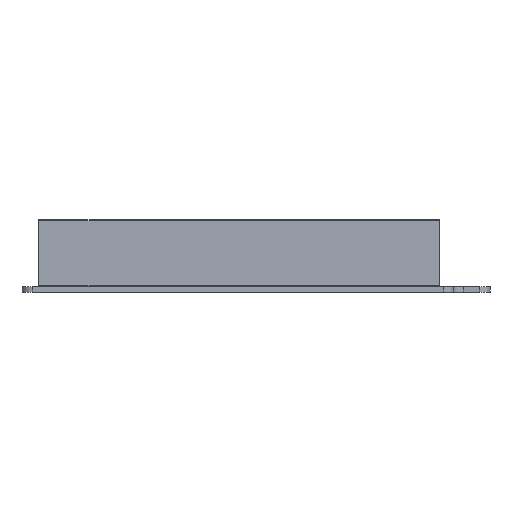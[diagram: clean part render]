
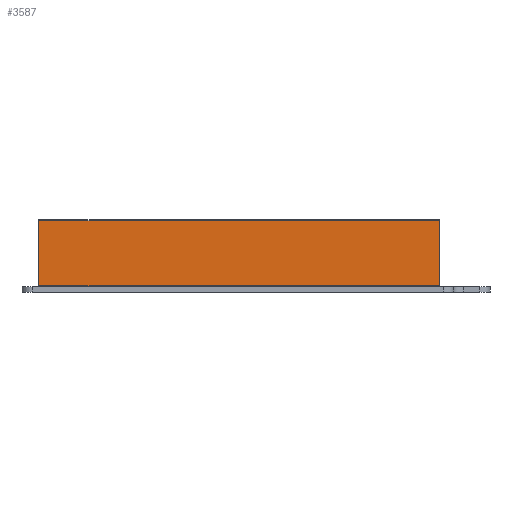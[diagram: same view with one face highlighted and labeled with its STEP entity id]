
A CAD part, left-side view. The second image highlights one B-rep face of the part: STEP entity #3587.
In plain terms, the highlighted planar face has unit normal (-1, 0, 0).
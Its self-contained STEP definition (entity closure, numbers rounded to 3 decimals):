
#439=FACE_OUTER_BOUND('',#633,.T.);
#633=EDGE_LOOP('',(#3173,#3174,#3175,#3176));
#821=LINE('',#5521,#1199);
#987=LINE('',#5975,#1365);
#997=LINE('',#6000,#1375);
#1012=LINE('',#6030,#1390);
#1199=VECTOR('',#4399,10.);
#1365=VECTOR('',#4899,10.);
#1375=VECTOR('',#4927,10.);
#1390=VECTOR('',#4972,10.);
#1610=VERTEX_POINT('',#5518);
#1611=VERTEX_POINT('',#5520);
#1732=VERTEX_POINT('',#5973);
#1737=VERTEX_POINT('',#5996);
#2005=EDGE_CURVE('',#1611,#1610,#821,.T.);
#2232=EDGE_CURVE('',#1732,#1610,#987,.T.);
#2245=EDGE_CURVE('',#1611,#1737,#997,.T.);
#2260=EDGE_CURVE('',#1737,#1732,#1012,.T.);
#3173=ORIENTED_EDGE('',*,*,#2232,.F.);
#3174=ORIENTED_EDGE('',*,*,#2260,.F.);
#3175=ORIENTED_EDGE('',*,*,#2245,.F.);
#3176=ORIENTED_EDGE('',*,*,#2005,.T.);
#3409=PLANE('',#3939);
#3587=ADVANCED_FACE('',(#439),#3409,.T.);
#3939=AXIS2_PLACEMENT_3D('',#6029,#4970,#4971);
#4399=DIRECTION('',(0.,0.,1.));
#4899=DIRECTION('',(0.,-1.,0.));
#4927=DIRECTION('',(0.,1.,0.));
#4970=DIRECTION('center_axis',(-1.,0.,0.));
#4971=DIRECTION('ref_axis',(0.,0.,1.));
#4972=DIRECTION('',(0.,0.,1.));
#5518=CARTESIAN_POINT('',(0.,0.,19.75));
#5520=CARTESIAN_POINT('',(0.,0.,0.25));
#5521=CARTESIAN_POINT('',(0.,0.,0.));
#5973=CARTESIAN_POINT('',(0.,120.,19.75));
#5975=CARTESIAN_POINT('',(0.,0.,19.75));
#5996=CARTESIAN_POINT('',(0.,120.,0.25));
#6000=CARTESIAN_POINT('',(0.,0.,0.25));
#6029=CARTESIAN_POINT('Origin',(0.,0.,0.));
#6030=CARTESIAN_POINT('',(0.,120.,0.));
